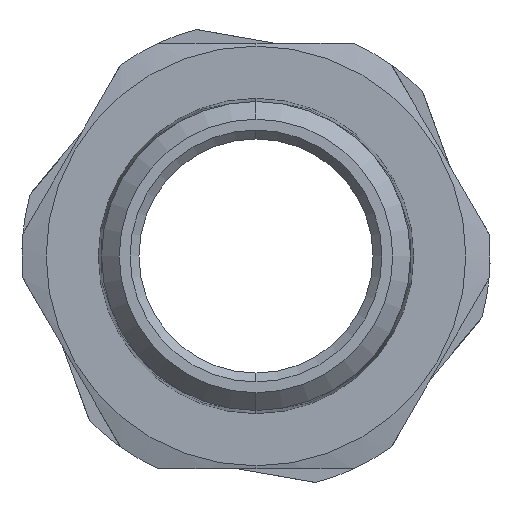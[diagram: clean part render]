
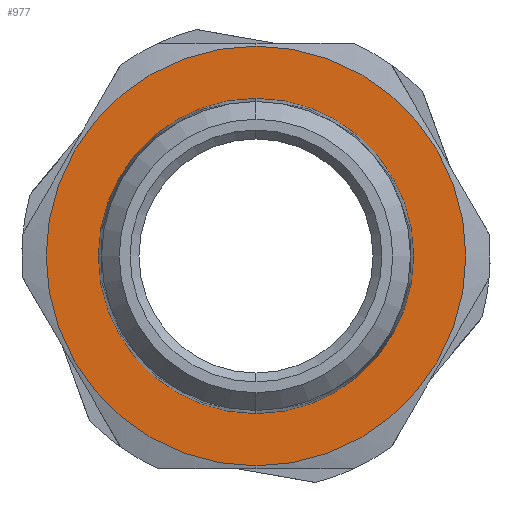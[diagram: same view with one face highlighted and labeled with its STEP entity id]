
A CAD part, left-side view. The second image highlights one B-rep face of the part: STEP entity #977.
In plain terms, the highlighted planar face has unit normal (-1, 0, 0).
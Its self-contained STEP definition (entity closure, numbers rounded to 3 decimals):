
#79 = FACE_BOUND ( 'NONE', #2265, .T. ) ;
#146 = AXIS2_PLACEMENT_3D ( 'NONE', #1075, #3295, #1621 ) ;
#171 = CIRCLE ( 'NONE', #146, 17.75 ) ;
#175 = CIRCLE ( 'NONE', #2412, 13.335 ) ;
#300 = CIRCLE ( 'NONE', #3070, 13.335 ) ;
#511 = EDGE_CURVE ( 'NONE', #2748, #779, #2492, .T. ) ;
#577 = EDGE_LOOP ( 'NONE', ( #1251, #3298 ) ) ;
#696 = CARTESIAN_POINT ( 'NONE',  ( 20.5, 0., -17.75 ) ) ;
#769 = DIRECTION ( 'NONE',  ( 0., 0., 1. ) ) ;
#779 = VERTEX_POINT ( 'NONE', #1720 ) ;
#977 = ADVANCED_FACE ( 'NONE', ( #79, #1400 ), #1049, .T. ) ;
#1049 = PLANE ( 'NONE',  #3313 ) ;
#1075 = CARTESIAN_POINT ( 'NONE',  ( 20.5, 0., 0. ) ) ;
#1176 = DIRECTION ( 'NONE',  ( 0., 0., 1. ) ) ;
#1251 = ORIENTED_EDGE ( 'NONE', *, *, #511, .T. ) ;
#1390 = DIRECTION ( 'NONE',  ( -1., 0., 0. ) ) ;
#1400 = FACE_OUTER_BOUND ( 'NONE', #577, .T. ) ;
#1404 = DIRECTION ( 'NONE',  ( 0., 0., 1. ) ) ;
#1452 = EDGE_CURVE ( 'NONE', #3260, #3578, #300, .T. ) ;
#1566 = DIRECTION ( 'NONE',  ( -1., 0., 0. ) ) ;
#1589 = DIRECTION ( 'NONE',  ( -1., 0., 0. ) ) ;
#1590 = CARTESIAN_POINT ( 'NONE',  ( 20.5, 0., 0. ) ) ;
#1621 = DIRECTION ( 'NONE',  ( 0., 0., 1. ) ) ;
#1720 = CARTESIAN_POINT ( 'NONE',  ( 20.5, 0., 17.75 ) ) ;
#2090 = EDGE_CURVE ( 'NONE', #3578, #3260, #175, .T. ) ;
#2150 = DIRECTION ( 'NONE',  ( 0., 0., 1. ) ) ;
#2265 = EDGE_LOOP ( 'NONE', ( #2977, #2552 ) ) ;
#2282 = CARTESIAN_POINT ( 'NONE',  ( 20.5, 0., 13.335 ) ) ;
#2394 = AXIS2_PLACEMENT_3D ( 'NONE', #2563, #3430, #1176 ) ;
#2412 = AXIS2_PLACEMENT_3D ( 'NONE', #1590, #1566, #769 ) ;
#2492 = CIRCLE ( 'NONE', #2394, 17.75 ) ;
#2552 = ORIENTED_EDGE ( 'NONE', *, *, #2090, .F. ) ;
#2563 = CARTESIAN_POINT ( 'NONE',  ( 20.5, 0., 0. ) ) ;
#2667 = EDGE_CURVE ( 'NONE', #779, #2748, #171, .T. ) ;
#2748 = VERTEX_POINT ( 'NONE', #696 ) ;
#2751 = CARTESIAN_POINT ( 'NONE',  ( 20.5, 0., -13.335 ) ) ;
#2977 = ORIENTED_EDGE ( 'NONE', *, *, #1452, .F. ) ;
#3062 = CARTESIAN_POINT ( 'NONE',  ( 20.5, 0., 0. ) ) ;
#3070 = AXIS2_PLACEMENT_3D ( 'NONE', #3062, #1390, #1404 ) ;
#3260 = VERTEX_POINT ( 'NONE', #2282 ) ;
#3262 = CARTESIAN_POINT ( 'NONE',  ( 20.5, 13.335, 0. ) ) ;
#3295 = DIRECTION ( 'NONE',  ( -1., 0., 0. ) ) ;
#3298 = ORIENTED_EDGE ( 'NONE', *, *, #2667, .T. ) ;
#3313 = AXIS2_PLACEMENT_3D ( 'NONE', #3262, #1589, #2150 ) ;
#3430 = DIRECTION ( 'NONE',  ( -1., 0., 0. ) ) ;
#3578 = VERTEX_POINT ( 'NONE', #2751 ) ;
